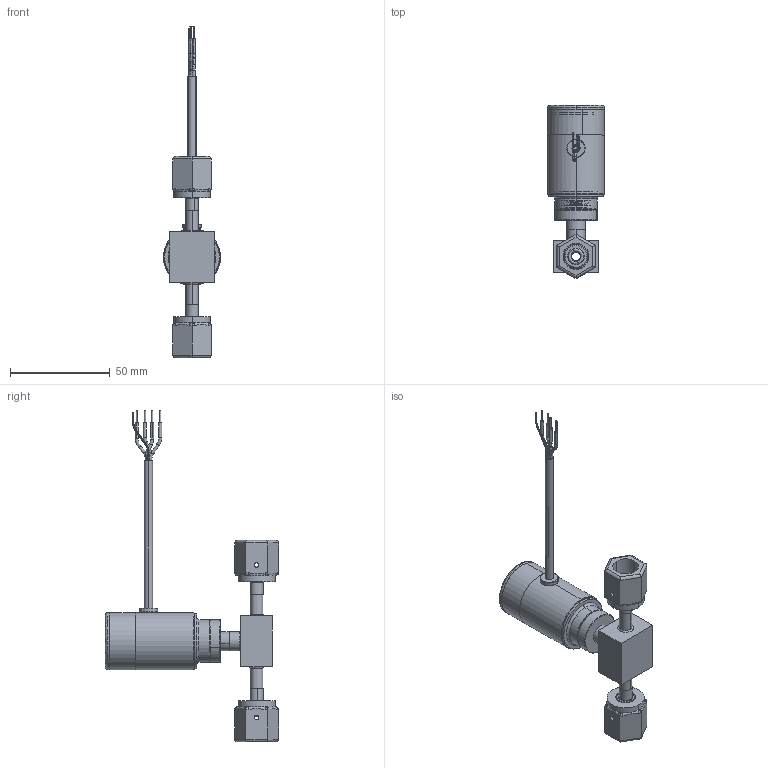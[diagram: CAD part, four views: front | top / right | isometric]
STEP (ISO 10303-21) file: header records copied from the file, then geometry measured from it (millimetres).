
FILE_DESCRIPTION (( 'STEP AP203' ), '1' );
FILE_NAME ('GIF-P-SF.STEP', '2020-10-07T13:16:45', ( '' ), ( '' ), 'SwSTEP 2.0', 'SolidWorks 2020', '' );
FILE_SCHEMA (( 'CONFIG_CONTROL_DESIGN' ));
Length unit declared in the file: inch
Products named in the file (1): GIF-P-SF
Bounding box: 28.57 x 86.65 x 166.05 mm (x, y, z)
Volume: 31393.8 mm3; surface area: 32252.2 mm2
Topology: 20 solids, 20 shells, 1004 faces, 2456 edges, 1601 vertices
Faces by surface type: plane 513, cylinder 226, bspline 193, torus 42, cone 30
Entity records: 76346 total; most frequent: CARTESIAN_POINT 53486, ORIENTED_EDGE 4912, DIRECTION 4213, EDGE_CURVE 2456, VERTEX_POINT 1601, VECTOR 1423, LINE 1423, AXIS2_PLACEMENT_3D 1395
